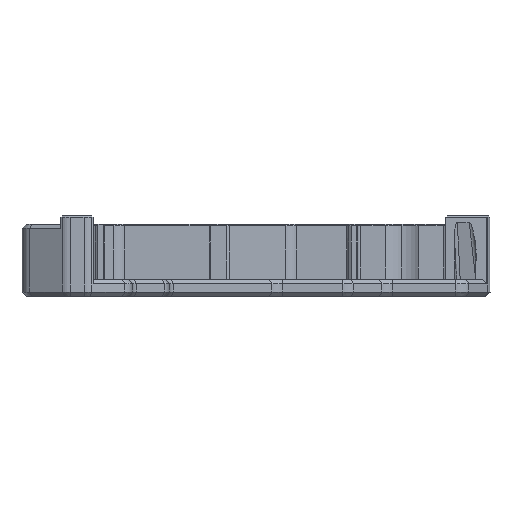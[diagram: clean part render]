
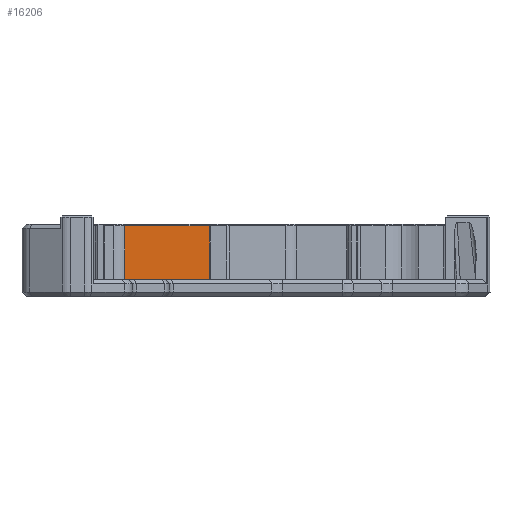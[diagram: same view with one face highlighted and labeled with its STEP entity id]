
A CAD part, left-side view. The second image highlights one B-rep face of the part: STEP entity #16206.
In plain terms, the highlighted planar face has unit normal (-1, 0, 0).
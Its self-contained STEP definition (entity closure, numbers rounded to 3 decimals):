
#96 = VERTEX_POINT ( 'NONE', #2199 ) ;
#291 = CARTESIAN_POINT ( 'NONE',  ( 67.25, -8.628, 0.29 ) ) ;
#576 = ORIENTED_EDGE ( 'NONE', *, *, #21624, .T. ) ;
#2098 = EDGE_CURVE ( 'NONE', #6074, #8999, #20424, .T. ) ;
#2199 = CARTESIAN_POINT ( 'NONE',  ( 67.25, -33.484, 0.3 ) ) ;
#3066 = CARTESIAN_POINT ( 'NONE',  ( 67.25, -8.638, 0.3 ) ) ;
#3158 = CARTESIAN_POINT ( 'NONE',  ( 67.25, -21.061, 12.8 ) ) ;
#3949 = DIRECTION ( 'NONE',  ( 0., 0., 1. ) ) ;
#4671 = LINE ( 'NONE', #14537, #10429 ) ;
#5466 = CARTESIAN_POINT ( 'NONE',  ( 67.25, -33.484, 6.55 ) ) ;
#5616 = ORIENTED_EDGE ( 'NONE', *, *, #2098, .F. ) ;
#6074 = VERTEX_POINT ( 'NONE', #3066 ) ;
#6769 = DIRECTION ( 'NONE',  ( 0., 1., 0. ) ) ;
#8236 = EDGE_LOOP ( 'NONE', ( #9347, #21256, #576, #5616 ) ) ;
#8516 = PLANE ( 'NONE',  #15542 ) ;
#8999 = VERTEX_POINT ( 'NONE', #15721 ) ;
#9109 = VECTOR ( 'NONE', #3949, 1000. ) ;
#9347 = ORIENTED_EDGE ( 'NONE', *, *, #12720, .F. ) ;
#10008 = VERTEX_POINT ( 'NONE', #18085 ) ;
#10429 = VECTOR ( 'NONE', #21265, 1000. ) ;
#10789 = VECTOR ( 'NONE', #12153, 1000. ) ;
#12153 = DIRECTION ( 'NONE',  ( 0., 0., 1. ) ) ;
#12464 = LINE ( 'NONE', #5466, #10789 ) ;
#12720 = EDGE_CURVE ( 'NONE', #96, #6074, #4671, .T. ) ;
#13923 = CARTESIAN_POINT ( 'NONE',  ( 67.25, -8.638, 6.55 ) ) ;
#14537 = CARTESIAN_POINT ( 'NONE',  ( 67.25, -21.061, 0.3 ) ) ;
#15542 = AXIS2_PLACEMENT_3D ( 'NONE', #291, #18710, #20361 ) ;
#15721 = CARTESIAN_POINT ( 'NONE',  ( 67.25, -8.638, 12.8 ) ) ;
#16206 = ADVANCED_FACE ( 'NONE', ( #16623 ), #8516, .T. ) ;
#16623 = FACE_OUTER_BOUND ( 'NONE', #8236, .T. ) ;
#18085 = CARTESIAN_POINT ( 'NONE',  ( 67.25, -33.484, 12.8 ) ) ;
#18516 = VECTOR ( 'NONE', #6769, 1000. ) ;
#18604 = LINE ( 'NONE', #3158, #18516 ) ;
#18710 = DIRECTION ( 'NONE',  ( -1., 0., 0. ) ) ;
#20361 = DIRECTION ( 'NONE',  ( 0., -1., 0. ) ) ;
#20424 = LINE ( 'NONE', #13923, #9109 ) ;
#21256 = ORIENTED_EDGE ( 'NONE', *, *, #21383, .T. ) ;
#21265 = DIRECTION ( 'NONE',  ( 0., 1., 0. ) ) ;
#21383 = EDGE_CURVE ( 'NONE', #96, #10008, #12464, .T. ) ;
#21624 = EDGE_CURVE ( 'NONE', #10008, #8999, #18604, .T. ) ;
